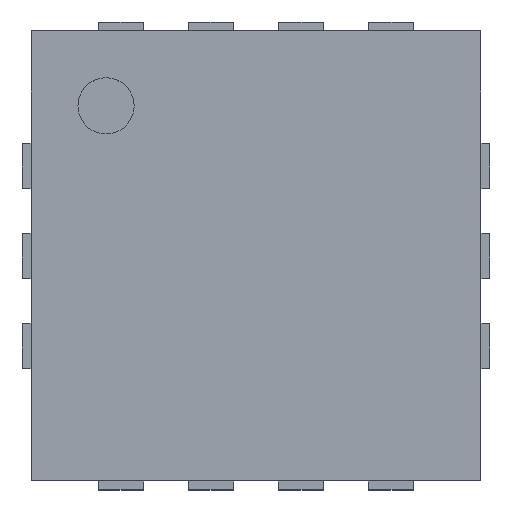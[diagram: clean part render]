
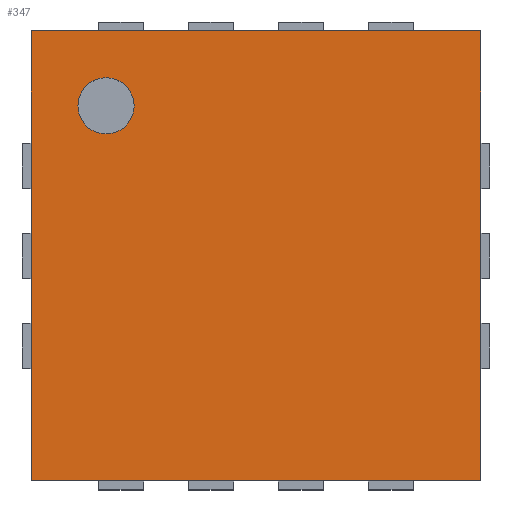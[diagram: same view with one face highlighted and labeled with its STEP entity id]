
A CAD part, top view. The second image highlights one B-rep face of the part: STEP entity #347.
In plain terms, the highlighted planar face has unit normal (0, 0, 1).
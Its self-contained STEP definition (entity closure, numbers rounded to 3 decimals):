
#158 = VERTEX_POINT('',#159);
#159 = CARTESIAN_POINT('',(0.,0.,0.6));
#166 = PLANE('',#167);
#167 = AXIS2_PLACEMENT_3D('',#168,#169,#170);
#168 = CARTESIAN_POINT('',(0.,0.,0.05));
#169 = DIRECTION('',(1.,0.,-0.));
#170 = DIRECTION('',(0.,0.,1.));
#178 = PLANE('',#179);
#179 = AXIS2_PLACEMENT_3D('',#180,#181,#182);
#180 = CARTESIAN_POINT('',(0.,0.,0.05));
#181 = DIRECTION('',(-0.,1.,0.));
#182 = DIRECTION('',(0.,0.,1.));
#219 = VERTEX_POINT('',#220);
#220 = CARTESIAN_POINT('',(0.,2.5,0.6));
#234 = PLANE('',#235);
#235 = AXIS2_PLACEMENT_3D('',#236,#237,#238);
#236 = CARTESIAN_POINT('',(0.,2.5,0.05));
#237 = DIRECTION('',(-0.,1.,0.));
#238 = DIRECTION('',(0.,0.,1.));
#246 = EDGE_CURVE('',#158,#219,#247,.T.);
#247 = SURFACE_CURVE('',#248,(#252,#259),.PCURVE_S1.);
#248 = LINE('',#249,#250);
#249 = CARTESIAN_POINT('',(0.,0.,0.6));
#250 = VECTOR('',#251,1.);
#251 = DIRECTION('',(-0.,1.,0.));
#252 = PCURVE('',#166,#253);
#253 = DEFINITIONAL_REPRESENTATION('',(#254),#258);
#254 = LINE('',#255,#256);
#255 = CARTESIAN_POINT('',(0.55,0.));
#256 = VECTOR('',#257,1.);
#257 = DIRECTION('',(0.,-1.));
#258 = ( GEOMETRIC_REPRESENTATION_CONTEXT(2) 
PARAMETRIC_REPRESENTATION_CONTEXT() REPRESENTATION_CONTEXT('2D SPACE',''
  ) );
#259 = PCURVE('',#260,#265);
#260 = PLANE('',#261);
#261 = AXIS2_PLACEMENT_3D('',#262,#263,#264);
#262 = CARTESIAN_POINT('',(0.,0.,0.6));
#263 = DIRECTION('',(0.,0.,1.));
#264 = DIRECTION('',(1.,0.,-0.));
#265 = DEFINITIONAL_REPRESENTATION('',(#266),#270);
#266 = LINE('',#267,#268);
#267 = CARTESIAN_POINT('',(0.,0.));
#268 = VECTOR('',#269,1.);
#269 = DIRECTION('',(0.,1.));
#270 = ( GEOMETRIC_REPRESENTATION_CONTEXT(2) 
PARAMETRIC_REPRESENTATION_CONTEXT() REPRESENTATION_CONTEXT('2D SPACE',''
  ) );
#299 = EDGE_CURVE('',#158,#300,#302,.T.);
#300 = VERTEX_POINT('',#301);
#301 = CARTESIAN_POINT('',(2.5,0.,0.6));
#302 = SURFACE_CURVE('',#303,(#307,#314),.PCURVE_S1.);
#303 = LINE('',#304,#305);
#304 = CARTESIAN_POINT('',(0.,0.,0.6));
#305 = VECTOR('',#306,1.);
#306 = DIRECTION('',(1.,0.,-0.));
#307 = PCURVE('',#178,#308);
#308 = DEFINITIONAL_REPRESENTATION('',(#309),#313);
#309 = LINE('',#310,#311);
#310 = CARTESIAN_POINT('',(0.55,0.));
#311 = VECTOR('',#312,1.);
#312 = DIRECTION('',(0.,1.));
#313 = ( GEOMETRIC_REPRESENTATION_CONTEXT(2) 
PARAMETRIC_REPRESENTATION_CONTEXT() REPRESENTATION_CONTEXT('2D SPACE',''
  ) );
#314 = PCURVE('',#260,#315);
#315 = DEFINITIONAL_REPRESENTATION('',(#316),#320);
#316 = LINE('',#317,#318);
#317 = CARTESIAN_POINT('',(0.,0.));
#318 = VECTOR('',#319,1.);
#319 = DIRECTION('',(1.,0.));
#320 = ( GEOMETRIC_REPRESENTATION_CONTEXT(2) 
PARAMETRIC_REPRESENTATION_CONTEXT() REPRESENTATION_CONTEXT('2D SPACE',''
  ) );
#336 = PLANE('',#337);
#337 = AXIS2_PLACEMENT_3D('',#338,#339,#340);
#338 = CARTESIAN_POINT('',(2.5,0.,0.05));
#339 = DIRECTION('',(1.,0.,-0.));
#340 = DIRECTION('',(0.,0.,1.));
#347 = ADVANCED_FACE('',(#348,#396),#260,.T.);
#348 = FACE_BOUND('',#349,.T.);
#349 = EDGE_LOOP('',(#350,#351,#352,#375));
#350 = ORIENTED_EDGE('',*,*,#246,.F.);
#351 = ORIENTED_EDGE('',*,*,#299,.T.);
#352 = ORIENTED_EDGE('',*,*,#353,.T.);
#353 = EDGE_CURVE('',#300,#354,#356,.T.);
#354 = VERTEX_POINT('',#355);
#355 = CARTESIAN_POINT('',(2.5,2.5,0.6));
#356 = SURFACE_CURVE('',#357,(#361,#368),.PCURVE_S1.);
#357 = LINE('',#358,#359);
#358 = CARTESIAN_POINT('',(2.5,0.,0.6));
#359 = VECTOR('',#360,1.);
#360 = DIRECTION('',(-0.,1.,0.));
#361 = PCURVE('',#260,#362);
#362 = DEFINITIONAL_REPRESENTATION('',(#363),#367);
#363 = LINE('',#364,#365);
#364 = CARTESIAN_POINT('',(2.5,0.));
#365 = VECTOR('',#366,1.);
#366 = DIRECTION('',(0.,1.));
#367 = ( GEOMETRIC_REPRESENTATION_CONTEXT(2) 
PARAMETRIC_REPRESENTATION_CONTEXT() REPRESENTATION_CONTEXT('2D SPACE',''
  ) );
#368 = PCURVE('',#336,#369);
#369 = DEFINITIONAL_REPRESENTATION('',(#370),#374);
#370 = LINE('',#371,#372);
#371 = CARTESIAN_POINT('',(0.55,0.));
#372 = VECTOR('',#373,1.);
#373 = DIRECTION('',(0.,-1.));
#374 = ( GEOMETRIC_REPRESENTATION_CONTEXT(2) 
PARAMETRIC_REPRESENTATION_CONTEXT() REPRESENTATION_CONTEXT('2D SPACE',''
  ) );
#375 = ORIENTED_EDGE('',*,*,#376,.F.);
#376 = EDGE_CURVE('',#219,#354,#377,.T.);
#377 = SURFACE_CURVE('',#378,(#382,#389),.PCURVE_S1.);
#378 = LINE('',#379,#380);
#379 = CARTESIAN_POINT('',(0.,2.5,0.6));
#380 = VECTOR('',#381,1.);
#381 = DIRECTION('',(1.,0.,-0.));
#382 = PCURVE('',#260,#383);
#383 = DEFINITIONAL_REPRESENTATION('',(#384),#388);
#384 = LINE('',#385,#386);
#385 = CARTESIAN_POINT('',(0.,2.5));
#386 = VECTOR('',#387,1.);
#387 = DIRECTION('',(1.,0.));
#388 = ( GEOMETRIC_REPRESENTATION_CONTEXT(2) 
PARAMETRIC_REPRESENTATION_CONTEXT() REPRESENTATION_CONTEXT('2D SPACE',''
  ) );
#389 = PCURVE('',#234,#390);
#390 = DEFINITIONAL_REPRESENTATION('',(#391),#395);
#391 = LINE('',#392,#393);
#392 = CARTESIAN_POINT('',(0.55,0.));
#393 = VECTOR('',#394,1.);
#394 = DIRECTION('',(0.,1.));
#395 = ( GEOMETRIC_REPRESENTATION_CONTEXT(2) 
PARAMETRIC_REPRESENTATION_CONTEXT() REPRESENTATION_CONTEXT('2D SPACE',''
  ) );
#396 = FACE_BOUND('',#397,.T.);
#397 = EDGE_LOOP('',(#398));
#398 = ORIENTED_EDGE('',*,*,#399,.F.);
#399 = EDGE_CURVE('',#400,#400,#402,.T.);
#400 = VERTEX_POINT('',#401);
#401 = CARTESIAN_POINT('',(0.573,2.083,0.6));
#402 = SURFACE_CURVE('',#403,(#408,#415),.PCURVE_S1.);
#403 = CIRCLE('',#404,0.156);
#404 = AXIS2_PLACEMENT_3D('',#405,#406,#407);
#405 = CARTESIAN_POINT('',(0.417,2.083,0.6));
#406 = DIRECTION('',(0.,0.,1.));
#407 = DIRECTION('',(1.,0.,-0.));
#408 = PCURVE('',#260,#409);
#409 = DEFINITIONAL_REPRESENTATION('',(#410),#414);
#410 = CIRCLE('',#411,0.156);
#411 = AXIS2_PLACEMENT_2D('',#412,#413);
#412 = CARTESIAN_POINT('',(0.417,2.083));
#413 = DIRECTION('',(1.,0.));
#414 = ( GEOMETRIC_REPRESENTATION_CONTEXT(2) 
PARAMETRIC_REPRESENTATION_CONTEXT() REPRESENTATION_CONTEXT('2D SPACE',''
  ) );
#415 = PCURVE('',#416,#421);
#416 = CYLINDRICAL_SURFACE('',#417,0.156);
#417 = AXIS2_PLACEMENT_3D('',#418,#419,#420);
#418 = CARTESIAN_POINT('',(0.417,2.083,0.5));
#419 = DIRECTION('',(0.,0.,1.));
#420 = DIRECTION('',(1.,0.,-0.));
#421 = DEFINITIONAL_REPRESENTATION('',(#422),#426);
#422 = LINE('',#423,#424);
#423 = CARTESIAN_POINT('',(0.,0.1));
#424 = VECTOR('',#425,1.);
#425 = DIRECTION('',(1.,0.));
#426 = ( GEOMETRIC_REPRESENTATION_CONTEXT(2) 
PARAMETRIC_REPRESENTATION_CONTEXT() REPRESENTATION_CONTEXT('2D SPACE',''
  ) );
